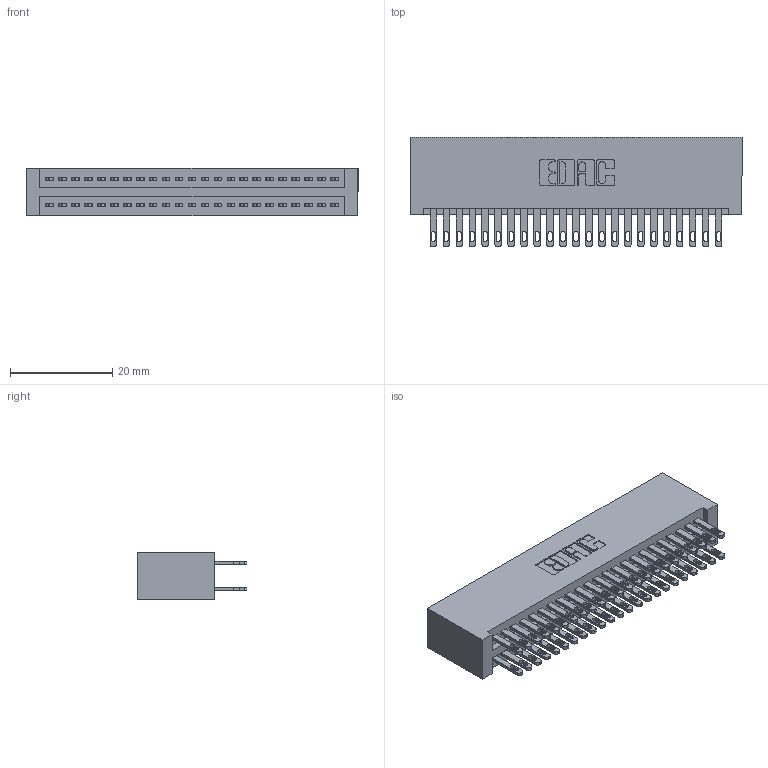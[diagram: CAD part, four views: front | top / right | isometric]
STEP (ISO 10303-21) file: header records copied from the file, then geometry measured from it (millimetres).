
FILE_DESCRIPTION (( 'STEP AP203' ), '1' );
FILE_NAME ('895-046-500-201.STEP', '2020-09-27T04:39:55', ( '' ), ( '' ), 'SwSTEP 2.0', 'SolidWorks 2020', '' );
FILE_SCHEMA (( 'CONFIG_CONTROL_DESIGN' ));
Length unit declared in the file: inch
Products named in the file (3): 845 Part_No Mounting Lugs; 345-292-001_345-293-100; 895-046-500-201
Assembly tree (47 placements, depth 2):
  895-046-500-201
    845 Part_No Mounting Lugs
    345-292-001_345-293-100  x46
Bounding box: 65.02 x 21.51 x 9.4 mm (x, y, z)
Volume: 6896.6 mm3; surface area: 10598.8 mm2
Topology: 47 solids, 47 shells, 2234 faces, 6803 edges, 4534 vertices
Faces by surface type: plane 1318, cylinder 916
Entity records: 20257 total; most frequent: CARTESIAN_POINT 3412, ORIENTED_EDGE 3346, DIRECTION 3029, EDGE_CURVE 1673, VECTOR 1453, LINE 1453, VERTEX_POINT 1114, AXIS2_PLACEMENT_3D 788
